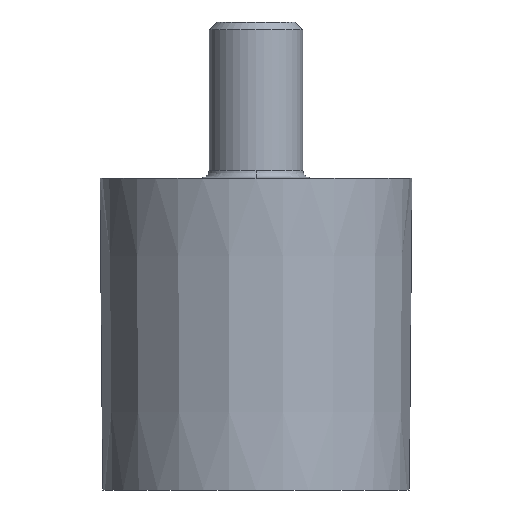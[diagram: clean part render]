
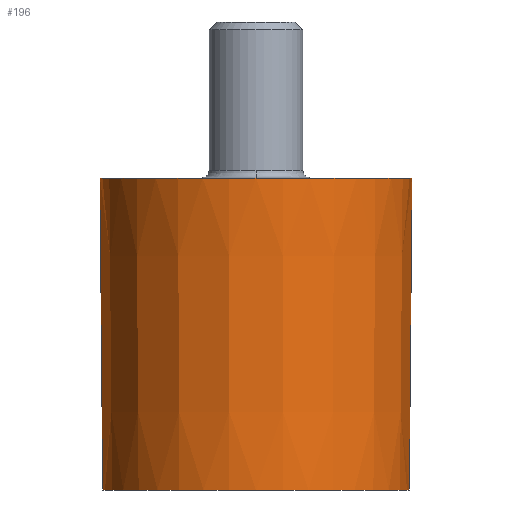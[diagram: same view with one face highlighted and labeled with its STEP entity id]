
A CAD part, front view. The second image highlights one B-rep face of the part: STEP entity #196.
In plain terms, the highlighted conical face has half-angle 0.5 degrees and reference radius 10 mm.
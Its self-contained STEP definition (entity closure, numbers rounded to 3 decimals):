
#36 = AXIS2_PLACEMENT_3D ( 'NONE', #458, #45, #523 ) ;
#38 = ORIENTED_EDGE ( 'NONE', *, *, #607, .F. ) ;
#45 = DIRECTION ( 'NONE',  ( 0., 0., -1. ) ) ;
#80 = DIRECTION ( 'NONE',  ( 0.009, 0., 1. ) ) ;
#86 = ORIENTED_EDGE ( 'NONE', *, *, #827, .T. ) ;
#98 = VERTEX_POINT ( 'NONE', #502 ) ;
#170 = LINE ( 'NONE', #681, #890 ) ;
#173 = CARTESIAN_POINT ( 'NONE',  ( -10., 0., 2.2 ) ) ;
#185 = ORIENTED_EDGE ( 'NONE', *, *, #442, .T. ) ;
#196 = ADVANCED_FACE ( 'NONE', ( #804 ), #783, .T. ) ;
#220 = CARTESIAN_POINT ( 'NONE',  ( 10., 0., 2.2 ) ) ;
#351 = CARTESIAN_POINT ( 'NONE',  ( -9.825, 0., -17.8 ) ) ;
#369 = CARTESIAN_POINT ( 'NONE',  ( -10., 0., 2.2 ) ) ;
#388 = CARTESIAN_POINT ( 'NONE',  ( 0., 0., -17.8 ) ) ;
#442 = EDGE_CURVE ( 'NONE', #515, #454, #819, .T. ) ;
#454 = VERTEX_POINT ( 'NONE', #173 ) ;
#458 = CARTESIAN_POINT ( 'NONE',  ( 0., 0., 2.2 ) ) ;
#472 = VERTEX_POINT ( 'NONE', #351 ) ;
#502 = CARTESIAN_POINT ( 'NONE',  ( 9.825, 0., -17.8 ) ) ;
#515 = VERTEX_POINT ( 'NONE', #220 ) ;
#523 = DIRECTION ( 'NONE',  ( 1., 0., 0. ) ) ;
#577 = EDGE_CURVE ( 'NONE', #472, #98, #831, .T. ) ;
#590 = DIRECTION ( 'NONE',  ( -0.009, 0., 1. ) ) ;
#602 = EDGE_LOOP ( 'NONE', ( #38, #715, #86, #185 ) ) ;
#607 = EDGE_CURVE ( 'NONE', #472, #454, #809, .T. ) ;
#612 = VECTOR ( 'NONE', #590, 1000. ) ;
#681 = CARTESIAN_POINT ( 'NONE',  ( 10., 0., 2.2 ) ) ;
#715 = ORIENTED_EDGE ( 'NONE', *, *, #577, .T. ) ;
#722 = CARTESIAN_POINT ( 'NONE',  ( 0., 0., 2.2 ) ) ;
#730 = AXIS2_PLACEMENT_3D ( 'NONE', #388, #807, #805 ) ;
#731 = DIRECTION ( 'NONE',  ( 1., 0., 0. ) ) ;
#783 = CONICAL_SURFACE ( 'NONE', #870, 10., 0.009 ) ;
#804 = FACE_OUTER_BOUND ( 'NONE', #602, .T. ) ;
#805 = DIRECTION ( 'NONE',  ( 1., 0., 0. ) ) ;
#807 = DIRECTION ( 'NONE',  ( 0., 0., 1. ) ) ;
#809 = LINE ( 'NONE', #369, #612 ) ;
#819 = CIRCLE ( 'NONE', #36, 10. ) ;
#827 = EDGE_CURVE ( 'NONE', #98, #515, #170, .T. ) ;
#831 = CIRCLE ( 'NONE', #730, 9.825 ) ;
#868 = DIRECTION ( 'NONE',  ( 0., 0., 1. ) ) ;
#870 = AXIS2_PLACEMENT_3D ( 'NONE', #722, #868, #731 ) ;
#890 = VECTOR ( 'NONE', #80, 1000. ) ;
